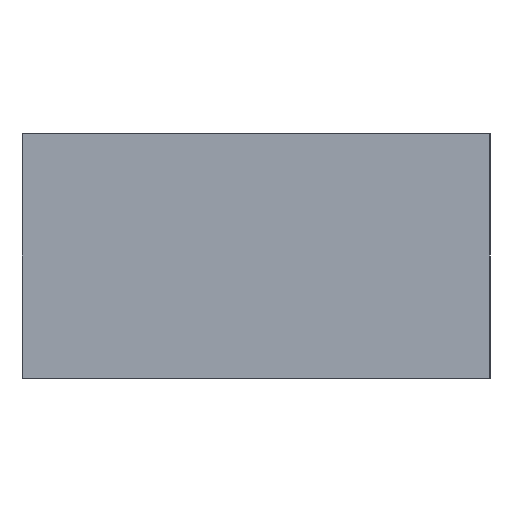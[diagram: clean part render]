
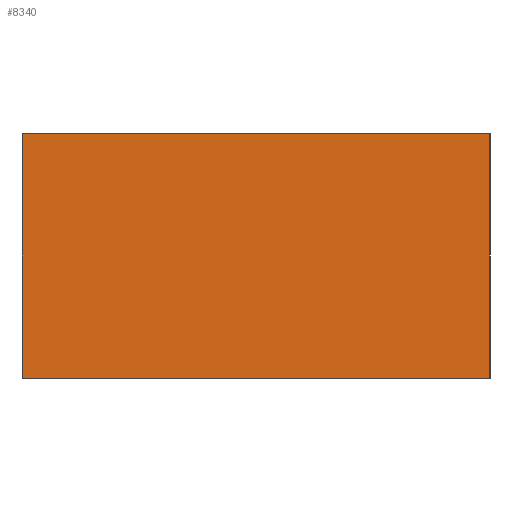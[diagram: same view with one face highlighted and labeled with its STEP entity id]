
A CAD part, left-side view. The second image highlights one B-rep face of the part: STEP entity #8340.
In plain terms, the highlighted free-form (B-spline) face has degree [1, 1] with [2, 2] control points.
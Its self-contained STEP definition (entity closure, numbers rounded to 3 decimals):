
#3980 = CARTESIAN_POINT ('', (-26.5, 46., 0.));
#3990 = VERTEX_POINT ('', #3980);
#4120 = CARTESIAN_POINT ('', (-26.5, 0., 0.));
#4130 = VERTEX_POINT ('', #4120);
#4190 = CARTESIAN_POINT ('', (-26.5, 0., 0.));
#4200 = CARTESIAN_POINT ('', (-26.5, 46., 0.));
#4210 = B_SPLINE_CURVE_WITH_KNOTS ('', 1, (#4190, #4200), .UNSPECIFIED., .F., .U., (2, 2), (0., 1.), .UNSPECIFIED.);
#4220 = EDGE_CURVE ('', #4130, #3990, #4210, .T.);
#4650 = CARTESIAN_POINT ('', (-26.5, 46., 24.));
#4660 = VERTEX_POINT ('', #4650);
#4670 = CARTESIAN_POINT ('', (-26.5, 46., 0.));
#4680 = CARTESIAN_POINT ('', (-26.5, 46., 24.));
#4690 = B_SPLINE_CURVE_WITH_KNOTS ('', 1, (#4670, #4680), .UNSPECIFIED., .F., .U., (2, 2), (0., 1.), .UNSPECIFIED.);
#4700 = EDGE_CURVE ('', #3990, #4660, #4690, .T.);
#8130 = ORIENTED_EDGE ('', *, *, #4220, .F.);
#8140 = CARTESIAN_POINT ('', (-26.5, 0., 24.));
#8150 = VERTEX_POINT ('', #8140);
#8160 = CARTESIAN_POINT ('', (-26.5, 0., 0.));
#8170 = CARTESIAN_POINT ('', (-26.5, 0., 24.));
#8180 = B_SPLINE_CURVE_WITH_KNOTS ('', 1, (#8160, #8170), .UNSPECIFIED., .F., .U., (2, 2), (0., 1.), .UNSPECIFIED.);
#8190 = EDGE_CURVE ('', #4130, #8150, #8180, .T.);
#8200 = ORIENTED_EDGE ('', *, *, #8190, .T.);
#8210 = CARTESIAN_POINT ('', (-26.5, 0., 24.));
#8220 = CARTESIAN_POINT ('', (-26.5, 46., 24.));
#8230 = B_SPLINE_CURVE_WITH_KNOTS ('', 1, (#8210, #8220), .UNSPECIFIED., .F., .U., (2, 2), (0., 1.), .UNSPECIFIED.);
#8240 = EDGE_CURVE ('', #8150, #4660, #8230, .T.);
#8250 = ORIENTED_EDGE ('', *, *, #8240, .T.);
#8260 = ORIENTED_EDGE ('', *, *, #4700, .F.);
#8270 = EDGE_LOOP ('', (#8130, #8200, #8250, #8260));
#8280 = FACE_OUTER_BOUND ('', #8270, .T.);
#8290 = CARTESIAN_POINT ('', (-26.5, 46., 0.));
#8300 = CARTESIAN_POINT ('', (-26.5, 46., 24.));
#8310 = CARTESIAN_POINT ('', (-26.5, 0., 0.));
#8320 = CARTESIAN_POINT ('', (-26.5, 0., 24.));
#8330 = B_SPLINE_SURFACE_WITH_KNOTS ('', 1, 1, ((#8290, #8300), (#8310, #8320)), .UNSPECIFIED., .F., .F., .U., (2, 2), (2, 2), (0., 1.), (0., 1.), .UNSPECIFIED.);
#8340 = ADVANCED_FACE ('', (#8280), #8330, .T.);
